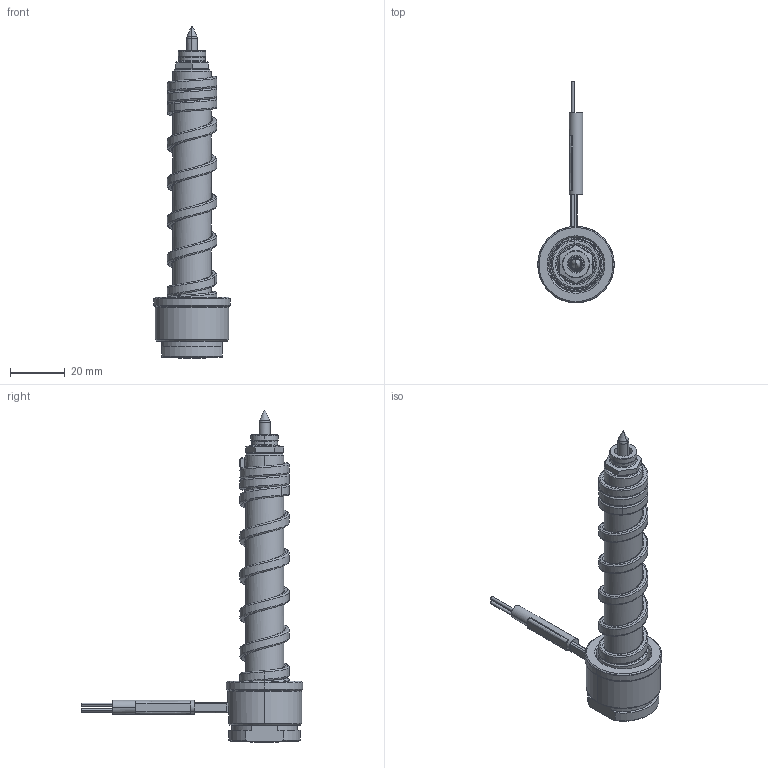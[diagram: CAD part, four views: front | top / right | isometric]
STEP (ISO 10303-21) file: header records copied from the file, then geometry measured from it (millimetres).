
FILE_DESCRIPTION((''),'2;1');
FILE_NAME('ML-116-BKV-N','2014-03-03T',('Íàòàëüÿ'),('IMID'),'PRO/ENGINEER BY PARAMETRIC TECHNOLOGY CORPORATION, 2010180','PRO/ENGINEER BY PARAMETRIC TECHNOLOGY CORPORATION, 2010180','');
FILE_SCHEMA(('CONFIG_CONTROL_DESIGN'));
Length unit declared in the file: millimetre
Products named in the file (1): ML-116-BKV-N
Bounding box: 28 x 81 x 121.2 mm (x, y, z)
Volume: 25562.3 mm3; surface area: 16820.6 mm2
Topology: 1 solids, 9 shells, 340 faces, 905 edges, 539 vertices
Faces by surface type: cylinder 106, bspline 66, cone 60, plane 58, torus 30, revolution 9, extrusion 7, sphere 4
Entity records: 20097 total; most frequent: CARTESIAN_POINT 12058, ORIENTED_EDGE 1778, DIRECTION 1530, EDGE_CURVE 901, AXIS2_PLACEMENT_3D 612, VERTEX_POINT 539, EDGE_LOOP 366, CIRCLE 353
